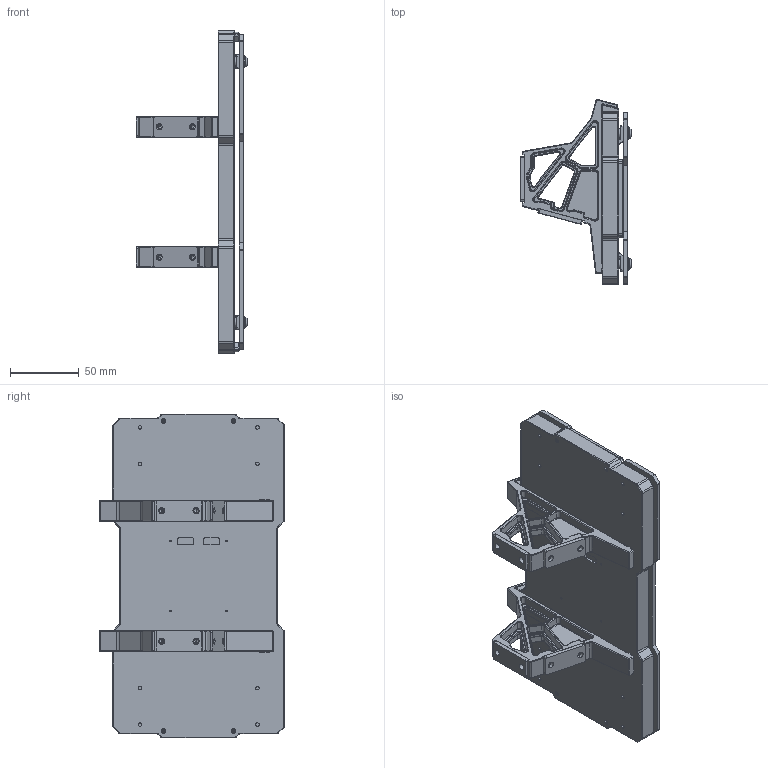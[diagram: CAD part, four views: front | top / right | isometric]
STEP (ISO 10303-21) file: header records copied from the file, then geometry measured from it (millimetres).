
FILE_DESCRIPTION((''),'2;1');
FILE_NAME('00_ASM','2018-03-18T00:06:19',('Menger'),(''),'CREO PARAMETRIC BY PTC INC, 2017260','CREO PARAMETRIC BY PTC INC, 2017260','');
FILE_SCHEMA(('CONFIG_CONTROL_DESIGN'));
Length unit declared in the file: millimetre
Products named in the file (14): MK_-21898900; MK_-36101700; MK_3_19000; PLAIN_WASHER_10673_TYPE_SNL_ISO; SOCKET_COUNTERSUNK_HEAD_SCREW_I; MK_0; ZJ7_00; SOCKET_BUTTON_HEAD_SCREW_ISO_IS; MK_2000; CS_000; CS_00; 0002_ASM; MK_2_100; 00_ASM
Assembly tree (32 placements, depth 3):
  00_ASM
    MK_-21898900  x4
    MK_-36101700  x4
    MK_3_19000
    PLAIN_WASHER_10673_TYPE_SNL_ISO  x4
    SOCKET_COUNTERSUNK_HEAD_SCREW_I  x2
    MK_0  x2
    ZJ7_00  x2
    SOCKET_BUTTON_HEAD_SCREW_ISO_IS  x4
    MK_2000  x2
    0002_ASM  x4
      CS_000
      CS_00
    MK_2_100
Bounding box: 81.34 x 134.7 x 236 mm (x, y, z)
Volume: 218319.9 mm3; surface area: 194020.5 mm2
Topology: 34 solids, 34 shells, 2941 faces, 7432 edges, 4620 vertices
Faces by surface type: cylinder 1272, plane 1085, torus 380, cone 116, bspline 68, sphere 20
Entity records: 52386 total; most frequent: CARTESIAN_POINT 10019, DIRECTION 9359, ORIENTED_EDGE 8580, EDGE_CURVE 4290, AXIS2_PLACEMENT_3D 3500, VERTEX_POINT 2698, VECTOR 2359, LINE 2359
